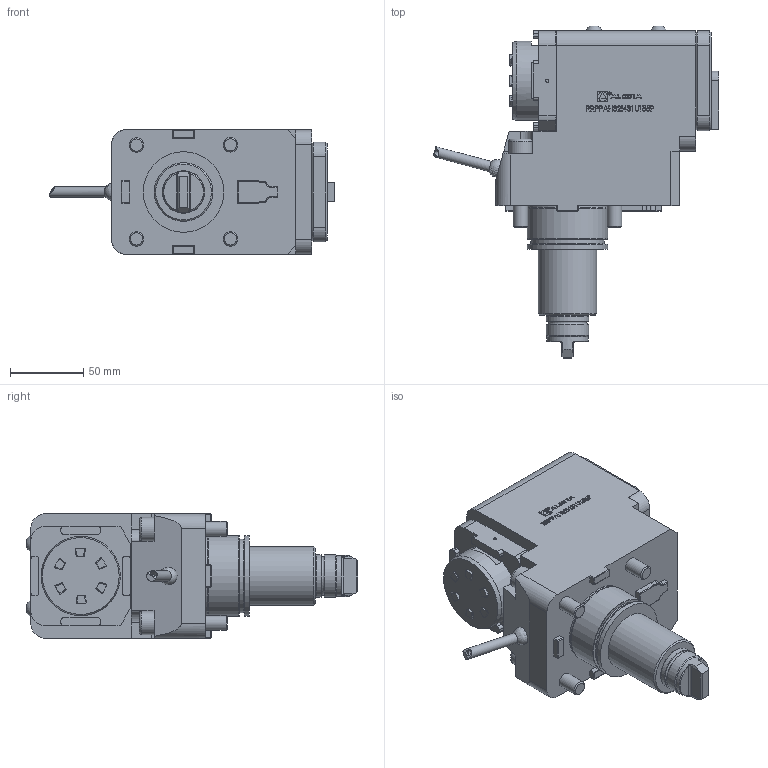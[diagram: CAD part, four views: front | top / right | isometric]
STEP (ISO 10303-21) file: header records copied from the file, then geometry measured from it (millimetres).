
FILE_DESCRIPTION (( 'STEP AP214' ), '1' );
FILE_NAME ('RRPPAH32I431UT55P.STEP', '2025-10-16T05:58:23', ( '' ), ( '' ), 'SwSTEP 2.0', 'SolidWorks 2023', '' );
FILE_SCHEMA (( 'AUTOMOTIVE_DESIGN' ));
Length unit declared in the file: millimetre
Products named in the file (1): RRPPAH32I431UT55P
Bounding box: 194.45 x 226.3 x 85 mm (x, y, z)
Volume: 1374725.4 mm3; surface area: 96649.7 mm2
Topology: 1 solids, 1 shells, 686 faces, 1763 edges, 1158 vertices
Faces by surface type: plane 416, bspline 118, cylinder 108, cone 31, torus 8, sphere 5
Full cylindrical faces by diameter (mm): 1.7 x1, 2.1 x1, 4 x1, 6.366 x1, 7 x1, 10 x4, 10.5 x4, 16 x2, 28 x1, 29 x2, 40 x1, 50.2 x1, 54 x1, 54.6 x1, 55 x2
Entity records: 30307 total; most frequent: CARTESIAN_POINT 10735, ORIENTED_EDGE 3418, DIRECTION 2839, EDGE_CURVE 1709, VECTOR 1151, LINE 1151, VERTEX_POINT 1148, AXIS2_PLACEMENT_3D 844
